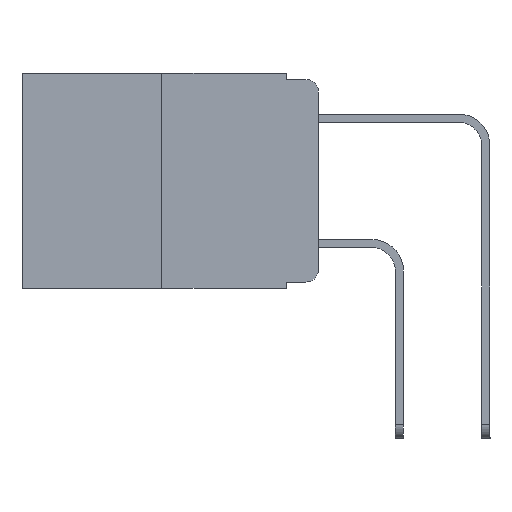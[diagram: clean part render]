
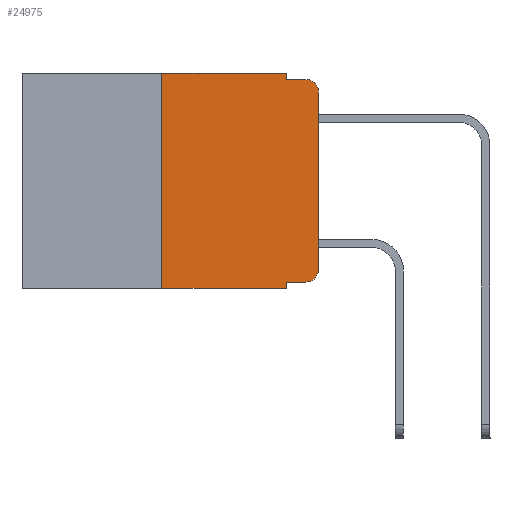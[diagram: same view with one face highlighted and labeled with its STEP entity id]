
A CAD part, left-side view. The second image highlights one B-rep face of the part: STEP entity #24975.
In plain terms, the highlighted planar face has unit normal (-1, 0, 0).
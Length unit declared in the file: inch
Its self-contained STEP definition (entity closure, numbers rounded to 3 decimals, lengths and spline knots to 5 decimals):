
#327 = AXIS2_PLACEMENT_3D ( 'NONE', #10109, #2074, #16102 ) ;
#397 = VERTEX_POINT ( 'NONE', #10803 ) ;
#867 = CIRCLE ( 'NONE', #9548, 0.02 ) ;
#1053 = ORIENTED_EDGE ( 'NONE', *, *, #13610, .F. ) ;
#1389 = VERTEX_POINT ( 'NONE', #12459 ) ;
#1626 = LINE ( 'NONE', #10834, #22210 ) ;
#1749 = VECTOR ( 'NONE', #25046, 39.37008 ) ;
#1942 = EDGE_CURVE ( 'NONE', #6539, #397, #19184, .T. ) ;
#2074 = DIRECTION ( 'NONE',  ( 1., 0., 0. ) ) ;
#2256 = ORIENTED_EDGE ( 'NONE', *, *, #24575, .F. ) ;
#2692 = VECTOR ( 'NONE', #9660, 39.37008 ) ;
#2723 = LINE ( 'NONE', #25767, #12788 ) ;
#2841 = DIRECTION ( 'NONE',  ( 0., 0., 1. ) ) ;
#2938 = FACE_OUTER_BOUND ( 'NONE', #18870, .T. ) ;
#3372 = DIRECTION ( 'NONE',  ( -1., 0., 0. ) ) ;
#3552 = CARTESIAN_POINT ( 'NONE',  ( 0., 0., -0.03 ) ) ;
#3710 = EDGE_CURVE ( 'NONE', #19234, #10407, #867, .T. ) ;
#4486 = LINE ( 'NONE', #9021, #5748 ) ;
#4780 = VERTEX_POINT ( 'NONE', #23622 ) ;
#5423 = CIRCLE ( 'NONE', #14711, 0.02 ) ;
#5460 = ORIENTED_EDGE ( 'NONE', *, *, #17817, .T. ) ;
#5545 = CARTESIAN_POINT ( 'NONE',  ( 0., 0., -0.313 ) ) ;
#5748 = VECTOR ( 'NONE', #20836, 39.37008 ) ;
#5799 = CARTESIAN_POINT ( 'NONE',  ( 0., 0.02, -0.313 ) ) ;
#6111 = PLANE ( 'NONE',  #327 ) ;
#6130 = VERTEX_POINT ( 'NONE', #8468 ) ;
#6185 = DIRECTION ( 'NONE',  ( 0., -1., 0. ) ) ;
#6539 = VERTEX_POINT ( 'NONE', #25313 ) ;
#6898 = ORIENTED_EDGE ( 'NONE', *, *, #3710, .T. ) ;
#7222 = LINE ( 'NONE', #17148, #1749 ) ;
#7638 = LINE ( 'NONE', #20212, #23332 ) ;
#7656 = CARTESIAN_POINT ( 'NONE',  ( 0., 0.02, -0.333 ) ) ;
#7701 = ORIENTED_EDGE ( 'NONE', *, *, #16263, .F. ) ;
#7842 = DIRECTION ( 'NONE',  ( 0., 0., -1. ) ) ;
#8090 = CARTESIAN_POINT ( 'NONE',  ( 0., 0.051, -0.01 ) ) ;
#8406 = DIRECTION ( 'NONE',  ( 0., 0., -1. ) ) ;
#8468 = CARTESIAN_POINT ( 'NONE',  ( 0., 0.051, 0. ) ) ;
#9021 = CARTESIAN_POINT ( 'NONE',  ( 0., 0., 0. ) ) ;
#9389 = CARTESIAN_POINT ( 'NONE',  ( 0., 0.02, -0.03 ) ) ;
#9548 = AXIS2_PLACEMENT_3D ( 'NONE', #5799, #19680, #7842 ) ;
#9660 = DIRECTION ( 'NONE',  ( 0., 0., -1. ) ) ;
#10109 = CARTESIAN_POINT ( 'NONE',  ( 0., 0.473, 0. ) ) ;
#10141 = DIRECTION ( 'NONE',  ( 0., -1., 0. ) ) ;
#10407 = VERTEX_POINT ( 'NONE', #5545 ) ;
#10803 = CARTESIAN_POINT ( 'NONE',  ( 0., 0.02, -0.01 ) ) ;
#10834 = CARTESIAN_POINT ( 'NONE',  ( 0., 0.25, 0. ) ) ;
#11070 = VERTEX_POINT ( 'NONE', #3552 ) ;
#11540 = ORIENTED_EDGE ( 'NONE', *, *, #16246, .T. ) ;
#12118 = DIRECTION ( 'NONE',  ( 0., -1., 0. ) ) ;
#12390 = VERTEX_POINT ( 'NONE', #16055 ) ;
#12459 = CARTESIAN_POINT ( 'NONE',  ( 0., 0.25, 0. ) ) ;
#12788 = VECTOR ( 'NONE', #6185, 39.37008 ) ;
#12797 = EDGE_CURVE ( 'NONE', #11070, #397, #5423, .T. ) ;
#13288 = EDGE_CURVE ( 'NONE', #10407, #11070, #4486, .T. ) ;
#13324 = VECTOR ( 'NONE', #10141, 39.37008 ) ;
#13404 = VECTOR ( 'NONE', #12118, 39.37008 ) ;
#13610 = EDGE_CURVE ( 'NONE', #17256, #12390, #7638, .T. ) ;
#14711 = AXIS2_PLACEMENT_3D ( 'NONE', #9389, #3372, #17328 ) ;
#16055 = CARTESIAN_POINT ( 'NONE',  ( 0., 0.051, -0.343 ) ) ;
#16102 = DIRECTION ( 'NONE',  ( 0., 0., -1. ) ) ;
#16246 = EDGE_CURVE ( 'NONE', #17256, #19234, #2723, .T. ) ;
#16263 = EDGE_CURVE ( 'NONE', #1389, #6130, #23193, .T. ) ;
#16551 = ORIENTED_EDGE ( 'NONE', *, *, #12797, .T. ) ;
#16739 = EDGE_CURVE ( 'NONE', #6130, #6539, #22554, .T. ) ;
#17148 = CARTESIAN_POINT ( 'NONE',  ( 0., 0.473, -0.343 ) ) ;
#17256 = VERTEX_POINT ( 'NONE', #23390 ) ;
#17328 = DIRECTION ( 'NONE',  ( 0., 0., -1. ) ) ;
#17817 = EDGE_CURVE ( 'NONE', #4780, #12390, #7222, .T. ) ;
#18870 = EDGE_LOOP ( 'NONE', ( #23029, #16551, #20078, #25669, #7701, #2256, #5460, #1053, #11540, #6898 ) ) ;
#19184 = LINE ( 'NONE', #8090, #13324 ) ;
#19234 = VERTEX_POINT ( 'NONE', #7656 ) ;
#19680 = DIRECTION ( 'NONE',  ( -1., 0., 0. ) ) ;
#20045 = CARTESIAN_POINT ( 'NONE',  ( 0., 0.473, 0. ) ) ;
#20078 = ORIENTED_EDGE ( 'NONE', *, *, #1942, .F. ) ;
#20212 = CARTESIAN_POINT ( 'NONE',  ( 0., 0.051, 0. ) ) ;
#20836 = DIRECTION ( 'NONE',  ( 0., 0., 1. ) ) ;
#22210 = VECTOR ( 'NONE', #2841, 39.37008 ) ;
#22554 = LINE ( 'NONE', #23411, #2692 ) ;
#23029 = ORIENTED_EDGE ( 'NONE', *, *, #13288, .T. ) ;
#23193 = LINE ( 'NONE', #20045, #13404 ) ;
#23332 = VECTOR ( 'NONE', #8406, 39.37008 ) ;
#23390 = CARTESIAN_POINT ( 'NONE',  ( 0., 0.051, -0.333 ) ) ;
#23411 = CARTESIAN_POINT ( 'NONE',  ( 0., 0.051, 0. ) ) ;
#23622 = CARTESIAN_POINT ( 'NONE',  ( 0., 0.25, -0.343 ) ) ;
#24575 = EDGE_CURVE ( 'NONE', #4780, #1389, #1626, .T. ) ;
#24975 = ADVANCED_FACE ( 'NONE', ( #2938 ), #6111, .F. ) ;
#25046 = DIRECTION ( 'NONE',  ( 0., -1., 0. ) ) ;
#25313 = CARTESIAN_POINT ( 'NONE',  ( 0., 0.051, -0.01 ) ) ;
#25669 = ORIENTED_EDGE ( 'NONE', *, *, #16739, .F. ) ;
#25767 = CARTESIAN_POINT ( 'NONE',  ( 0., 0.051, -0.333 ) ) ;
